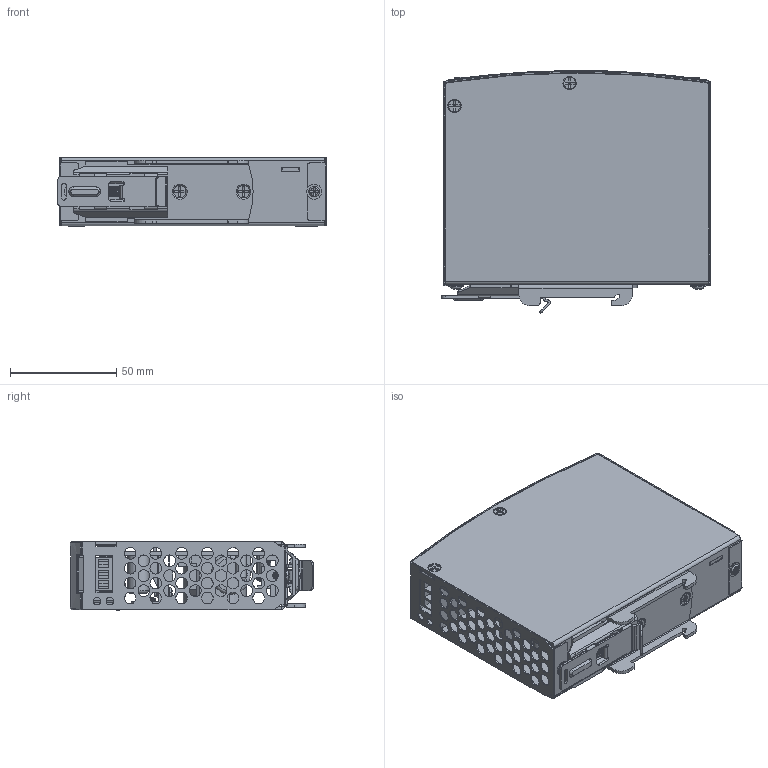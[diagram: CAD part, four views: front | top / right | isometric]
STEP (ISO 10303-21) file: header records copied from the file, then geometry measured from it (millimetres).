
FILE_DESCRIPTION((''),'2;1');
FILE_NAME('YSD75-2022_ASM_1_ASM_ASM','2024-08-20T',('Administrator'),(''),'PRO/ENGINEER BY PARAMETRIC TECHNOLOGY CORPORATION, 2010280','PRO/ENGINEER BY PARAMETRIC TECHNOLOGY CORPORATION, 2010280','');
FILE_SCHEMA(('CONFIG_CONTROL_DESIGN','SHAPE_APPEARANCE_LAYERS_GROUPS'));
Products named in the file (33): MANIFOLD_SOLID_BREP_9661; MANIFOLD_SOLID_BREP_9802; MANIFOLD_SOLID_BREP_10099; 716BC_S_2_1_ASM_ASM; 716EC_S_2_1; QDC_S_2_1; MSC_S_2_1; 75ST_2_1; M3-6C_S_2_1; MANIFOLD_SOLID_BREP_26352; MANIFOLD_SOLID_BREP_26638; MANIFOLD_SOLID_BREP_26924; MANIFOLD_SOLID_BREP_27210; 716HC_S_2_1_ASM_ASM; 1212FGC_S_2_1; 1212FGC-2_2_1; YJ1202_S_2_1; 12011-F_S_2_1; PM3L10_2_1; P0D4-PC_S_2_1; 716AC_S_2_1; PRT0002C_S_2_1; M3P4_S_2_1; 12011-H_S_2_1; M3-P6_S_2_1; P3_10; P1_5; TH_1; _X2_639B5EA75C0F_X0__ASM_ASM_5_ASM; XIAO-KKK_ASM_10_ASM; XIAO-KKK_ASM; M3P6_A_1; YSD75-2022_ASM_1_ASM_ASM
Assembly tree (42 placements, depth 5):
  YSD75-2022_ASM_1_ASM_ASM
    716BC_S_2_1_ASM_ASM
      MANIFOLD_SOLID_BREP_9661
      MANIFOLD_SOLID_BREP_9802
      MANIFOLD_SOLID_BREP_10099
    716EC_S_2_1
    QDC_S_2_1
    MSC_S_2_1  x2
    75ST_2_1
    M3-6C_S_2_1  x3
    716HC_S_2_1_ASM_ASM
      MANIFOLD_SOLID_BREP_26352
      MANIFOLD_SOLID_BREP_26638
      MANIFOLD_SOLID_BREP_26924
      MANIFOLD_SOLID_BREP_27210
    1212FGC_S_2_1
    1212FGC-2_2_1
    YJ1202_S_2_1
    12011-F_S_2_1
    PM3L10_2_1
    P0D4-PC_S_2_1
    716AC_S_2_1
    PRT0002C_S_2_1
    M3P4_S_2_1  x6
    12011-H_S_2_1
    M3-P6_S_2_1  x2
    XIAO-KKK_ASM
      XIAO-KKK_ASM_10_ASM
        _X2_639B5EA75C0F_X0__ASM_ASM_5_ASM
          P3_10
          P1_5
          TH_1
    M3P6_A_1  x2
Bounding box: 126.5 x 114.35 x 32.3 mm (x, y, z)
Volume: 133794.9 mm3; surface area: 170702.6 mm2
Topology: 37 solids, 37 shells, 2516 faces, 6683 edges, 4303 vertices
Faces by surface type: plane 1188, cylinder 943, bspline 222, cone 77, torus 46, sphere 20, extrusion 20
Entity records: 97891 total; most frequent: CARTESIAN_POINT 32482, ORIENTED_EDGE 10402, DIRECTION 9980, EDGE_CURVE 5201, VERTEX_POINT 3400, AXIS2_PLACEMENT_3D 3370, VECTOR 3240, PRESENTATION_STYLE_ASSIGNMENT 3240
